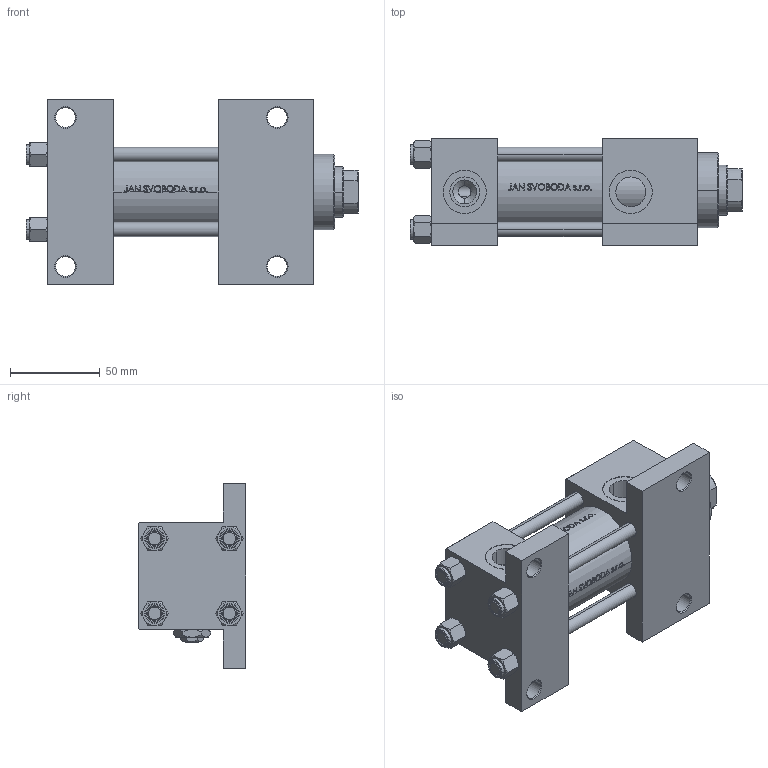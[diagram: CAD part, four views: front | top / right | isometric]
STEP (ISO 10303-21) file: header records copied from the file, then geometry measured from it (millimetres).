
FILE_DESCRIPTION (( 'STEP AP203' ), '1' );
FILE_NAME ('b829.STEP', '2023-01-17T17:33:35', ( '' ), ( '' ), 'SwSTEP 2.0', 'SolidWorks 2019', '' );
FILE_SCHEMA (( 'CONFIG_CONTROL_DESIGN' ));
Length unit declared in the file: millimetre
Products named in the file (7): V215CR_G_TYCINKA f347417575f62cf40ee9d1a1a3cb3e10; Zatka_pro_OIL_PORT f347417575f62cf40ee9d1a1a3cb3e10; NUT_M5_G f347417575f62cf40ee9d1a1a3cb3e10; b829; V215CR_G_Body f347417575f62cf40ee9d1a1a3cb3e10; V215_VC_A f347417575f62cf40ee9d1a1a3cb3e10; V215CR_VCP_G f347417575f62cf40ee9d1a1a3cb3e10
Assembly tree (12 placements, depth 2):
  b829
    V215CR_G_Body f347417575f62cf40ee9d1a1a3cb3e10
    V215CR_VCP_G f347417575f62cf40ee9d1a1a3cb3e10
    V215CR_G_TYCINKA f347417575f62cf40ee9d1a1a3cb3e10  x4
    NUT_M5_G f347417575f62cf40ee9d1a1a3cb3e10  x4
    V215_VC_A f347417575f62cf40ee9d1a1a3cb3e10
    Zatka_pro_OIL_PORT f347417575f62cf40ee9d1a1a3cb3e10
Bounding box: 185 x 60 x 103 mm (x, y, z)
Volume: 469871.4 mm3; surface area: 121526.9 mm2
Topology: 12 solids, 12 shells, 1135 faces, 2868 edges, 1839 vertices
Faces by surface type: plane 455, bspline 380, cone 164, cylinder 128, torus 8
Entity records: 49249 total; most frequent: CARTESIAN_POINT 26504, ORIENTED_EDGE 5228, DIRECTION 3240, EDGE_CURVE 2614, VERTEX_POINT 1695, VECTOR 1334, LINE 1334, EDGE_LOOP 1119
